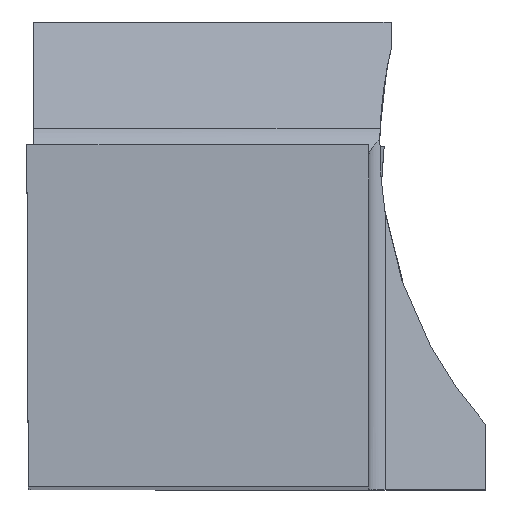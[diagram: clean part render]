
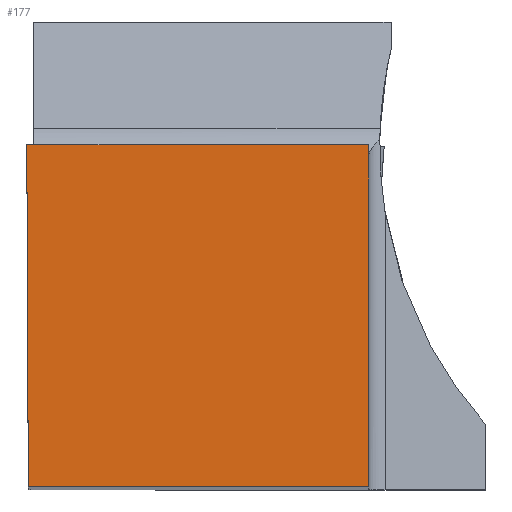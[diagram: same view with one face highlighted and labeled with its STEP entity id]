
A CAD part, top view. The second image highlights one B-rep face of the part: STEP entity #177.
In plain terms, the highlighted planar face has unit normal (0, 0, 1).
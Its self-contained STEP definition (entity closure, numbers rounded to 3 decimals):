
#121=PLANE('',#1492);
#177=ADVANCED_FACE('CU_BACK_SU1',(#255),#121,.F.);
#255=FACE_OUTER_BOUND('',#322,.T.);
#322=EDGE_LOOP('',(#797,#798,#799,#800));
#442=LINE('',#2156,#571);
#445=LINE('',#2166,#574);
#466=LINE('',#2240,#595);
#467=LINE('',#2242,#596);
#571=VECTOR('',#1645,1.);
#574=VECTOR('',#1654,1.);
#595=VECTOR('',#1701,1.);
#596=VECTOR('',#1702,1.);
#797=ORIENTED_EDGE('',*,*,#1268,.T.);
#798=ORIENTED_EDGE('',*,*,#1269,.F.);
#799=ORIENTED_EDGE('',*,*,#1242,.T.);
#800=ORIENTED_EDGE('',*,*,#1237,.T.);
#1100=VERTEX_POINT('',#2154);
#1102=VERTEX_POINT('',#2157);
#1106=VERTEX_POINT('',#2167);
#1119=VERTEX_POINT('',#2241);
#1237=EDGE_CURVE('',#1102,#1100,#442,.T.);
#1242=EDGE_CURVE('',#1106,#1102,#445,.T.);
#1268=EDGE_CURVE('',#1100,#1119,#466,.T.);
#1269=EDGE_CURVE('',#1106,#1119,#467,.T.);
#1492=AXIS2_PLACEMENT_3D('',#2243,#1703,#1704);
#1645=DIRECTION('',(0.004,-1.,0.));
#1654=DIRECTION('',(-1.,0.,0.));
#1701=DIRECTION('',(1.,0.,0.));
#1702=DIRECTION('',(0.,-1.,0.));
#1703=DIRECTION('',(0.,0.,-1.));
#1704=DIRECTION('',(0.,-1.,0.));
#2154=CARTESIAN_POINT('',(0.109,0.,0.));
#2156=CARTESIAN_POINT('',(-0.088,44.976,0.));
#2157=CARTESIAN_POINT('',(0.,24.875,0.));
#2166=CARTESIAN_POINT('',(-23.244,24.875,0.));
#2167=CARTESIAN_POINT('',(24.875,24.875,0.));
#2240=CARTESIAN_POINT('',(-23.244,0.,0.));
#2241=CARTESIAN_POINT('',(24.875,0.,0.));
#2242=CARTESIAN_POINT('',(24.875,44.875,0.));
#2243=CARTESIAN_POINT('',(-23.244,44.875,0.));
